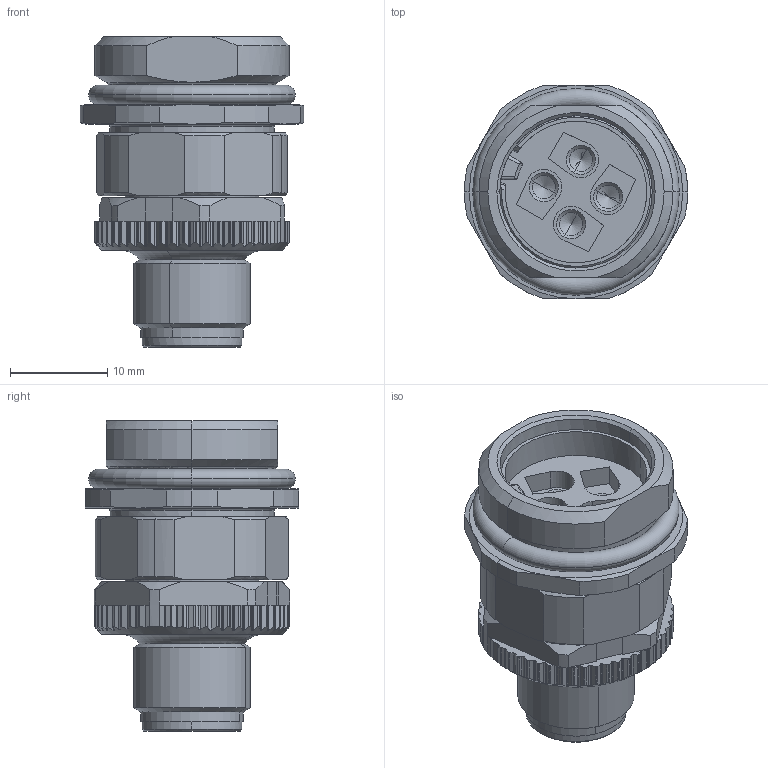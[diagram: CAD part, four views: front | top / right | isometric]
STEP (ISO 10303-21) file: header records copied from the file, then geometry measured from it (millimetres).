
FILE_DESCRIPTION(('CATIA V5 STEP Exchange','CAx-IF Rec.Pracs.--- Model Styling and Organization---1.4--- 2014-01-23'),'2;1');
FILE_NAME ('012772-1_1_1383020000_1383020000.stp','2019-07-26T18:13:30+00:00',('none'),('Weidmueller'),'CATIA Version 5-6 Release 2016 SP3 HF44','CATIA V5 STEP AP214','none');
FILE_SCHEMA(('AUTOMOTIVE_DESIGN { 1 0 10303 214 1 1 1 1 }'));
Length unit declared in the file: millimetre
Products named in the file (1): 1383020000
Bounding box: 23 x 22 x 32 mm (x, y, z)
Volume: 6270.8 mm3; surface area: 4088.5 mm2
Topology: 1 solids, 1 shells, 544 faces, 1499 edges, 952 vertices
Faces by surface type: cylinder 246, plane 188, cone 81, sphere 19, torus 10
Entity records: 18308 total; most frequent: CARTESIAN_POINT 5601, ORIENTED_EDGE 2946, DIRECTION 2080, EDGE_CURVE 1473, VERTEX_POINT 952, AXIS2_PLACEMENT_3D 886, VECTOR 651, LINE 651
